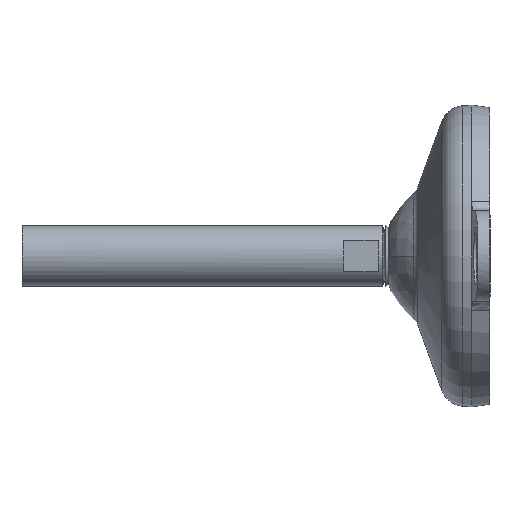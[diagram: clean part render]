
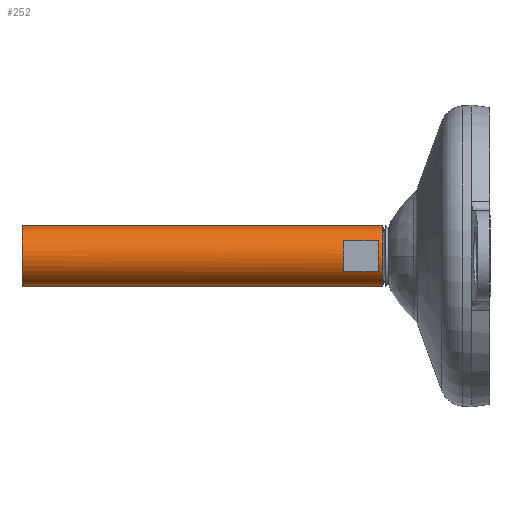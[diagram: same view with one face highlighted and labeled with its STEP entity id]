
A CAD part, left-side view. The second image highlights one B-rep face of the part: STEP entity #252.
In plain terms, the highlighted cylindrical face has radius 10 mm (diameter 20 mm), a partial arc.
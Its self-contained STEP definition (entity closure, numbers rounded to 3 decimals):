
#14 = CIRCLE ( 'NONE', #1100, 10. ) ;
#59 = EDGE_CURVE ( 'NONE', #679, #456, #111, .T. ) ;
#79 = ORIENTED_EDGE ( 'NONE', *, *, #1233, .F. ) ;
#90 = VERTEX_POINT ( 'NONE', #758 ) ;
#99 = CARTESIAN_POINT ( 'NONE',  ( -8.5, 37., 5.268 ) ) ;
#111 = LINE ( 'NONE', #1181, #384 ) ;
#130 = VECTOR ( 'NONE', #943, 1000. ) ;
#134 = VERTEX_POINT ( 'NONE', #271 ) ;
#162 = EDGE_CURVE ( 'NONE', #90, #1205, #1608, .T. ) ;
#168 = CARTESIAN_POINT ( 'NONE',  ( 0., 48.5, 0. ) ) ;
#173 = DIRECTION ( 'NONE',  ( 0., 0., -1. ) ) ;
#243 = EDGE_CURVE ( 'NONE', #304, #679, #14, .T. ) ;
#247 = ORIENTED_EDGE ( 'NONE', *, *, #162, .F. ) ;
#251 = LINE ( 'NONE', #1060, #1662 ) ;
#252 = ADVANCED_FACE ( 'NONE', ( #571, #1115 ), #727, .T. ) ;
#268 = AXIS2_PLACEMENT_3D ( 'NONE', #1623, #416, #173 ) ;
#271 = CARTESIAN_POINT ( 'NONE',  ( 0., 35.5, -10. ) ) ;
#304 = VERTEX_POINT ( 'NONE', #594 ) ;
#346 = DIRECTION ( 'NONE',  ( 0., 1., 0. ) ) ;
#369 = CARTESIAN_POINT ( 'NONE',  ( -8.5, 37., -5.268 ) ) ;
#384 = VECTOR ( 'NONE', #1048, 1000. ) ;
#386 = AXIS2_PLACEMENT_3D ( 'NONE', #972, #445, #1410 ) ;
#404 = ORIENTED_EDGE ( 'NONE', *, *, #59, .T. ) ;
#416 = DIRECTION ( 'NONE',  ( 0., -1., 0. ) ) ;
#445 = DIRECTION ( 'NONE',  ( 0., -1., 0. ) ) ;
#452 = DIRECTION ( 'NONE',  ( 0., 0., 1. ) ) ;
#456 = VERTEX_POINT ( 'NONE', #99 ) ;
#558 = DIRECTION ( 'NONE',  ( 0., -1., 0. ) ) ;
#571 = FACE_OUTER_BOUND ( 'NONE', #1120, .T. ) ;
#594 = CARTESIAN_POINT ( 'NONE',  ( -8.5, 48.5, -5.268 ) ) ;
#659 = CIRCLE ( 'NONE', #1123, 10. ) ;
#679 = VERTEX_POINT ( 'NONE', #1687 ) ;
#692 = LINE ( 'NONE', #1228, #130 ) ;
#727 = CYLINDRICAL_SURFACE ( 'NONE', #386, 10. ) ;
#758 = CARTESIAN_POINT ( 'NONE',  ( 0., 155., 10. ) ) ;
#769 = CARTESIAN_POINT ( 'NONE',  ( 0., 155., 0. ) ) ;
#781 = DIRECTION ( 'NONE',  ( 0., 1., 0. ) ) ;
#784 = EDGE_CURVE ( 'NONE', #1117, #304, #251, .T. ) ;
#799 = VECTOR ( 'NONE', #1505, 1000. ) ;
#806 = ORIENTED_EDGE ( 'NONE', *, *, #243, .T. ) ;
#906 = DIRECTION ( 'NONE',  ( 0., -1., 0. ) ) ;
#909 = CIRCLE ( 'NONE', #268, 10. ) ;
#915 = EDGE_CURVE ( 'NONE', #456, #1117, #659, .T. ) ;
#918 = CARTESIAN_POINT ( 'NONE',  ( 0., 35.5, 10. ) ) ;
#934 = ORIENTED_EDGE ( 'NONE', *, *, #1214, .T. ) ;
#943 = DIRECTION ( 'NONE',  ( 0., -1., 0. ) ) ;
#960 = VERTEX_POINT ( 'NONE', #974 ) ;
#965 = ORIENTED_EDGE ( 'NONE', *, *, #784, .T. ) ;
#972 = CARTESIAN_POINT ( 'NONE',  ( 0., 0., 0. ) ) ;
#974 = CARTESIAN_POINT ( 'NONE',  ( 0., 155., -10. ) ) ;
#1048 = DIRECTION ( 'NONE',  ( 0., -1., 0. ) ) ;
#1060 = CARTESIAN_POINT ( 'NONE',  ( -8.5, 0., -5.268 ) ) ;
#1067 = CARTESIAN_POINT ( 'NONE',  ( 0., 0., 10. ) ) ;
#1076 = CIRCLE ( 'NONE', #1531, 10. ) ;
#1100 = AXIS2_PLACEMENT_3D ( 'NONE', #168, #346, #452 ) ;
#1103 = CARTESIAN_POINT ( 'NONE',  ( 0., 37., 0. ) ) ;
#1115 = FACE_BOUND ( 'NONE', #1378, .T. ) ;
#1117 = VERTEX_POINT ( 'NONE', #369 ) ;
#1120 = EDGE_LOOP ( 'NONE', ( #247, #1338, #934, #79 ) ) ;
#1123 = AXIS2_PLACEMENT_3D ( 'NONE', #1103, #558, #1381 ) ;
#1140 = EDGE_CURVE ( 'NONE', #90, #960, #1076, .T. ) ;
#1175 = ORIENTED_EDGE ( 'NONE', *, *, #915, .T. ) ;
#1181 = CARTESIAN_POINT ( 'NONE',  ( -8.5, 0., 5.268 ) ) ;
#1205 = VERTEX_POINT ( 'NONE', #918 ) ;
#1214 = EDGE_CURVE ( 'NONE', #960, #134, #692, .T. ) ;
#1228 = CARTESIAN_POINT ( 'NONE',  ( 0., 0., -10. ) ) ;
#1233 = EDGE_CURVE ( 'NONE', #1205, #134, #909, .T. ) ;
#1338 = ORIENTED_EDGE ( 'NONE', *, *, #1140, .T. ) ;
#1378 = EDGE_LOOP ( 'NONE', ( #965, #806, #404, #1175 ) ) ;
#1381 = DIRECTION ( 'NONE',  ( 0., 0., -1. ) ) ;
#1410 = DIRECTION ( 'NONE',  ( 0., 0., -1. ) ) ;
#1505 = DIRECTION ( 'NONE',  ( 0., -1., 0. ) ) ;
#1531 = AXIS2_PLACEMENT_3D ( 'NONE', #769, #906, #1583 ) ;
#1583 = DIRECTION ( 'NONE',  ( 0., 0., -1. ) ) ;
#1608 = LINE ( 'NONE', #1067, #799 ) ;
#1623 = CARTESIAN_POINT ( 'NONE',  ( 0., 35.5, 0. ) ) ;
#1662 = VECTOR ( 'NONE', #781, 1000. ) ;
#1687 = CARTESIAN_POINT ( 'NONE',  ( -8.5, 48.5, 5.268 ) ) ;
